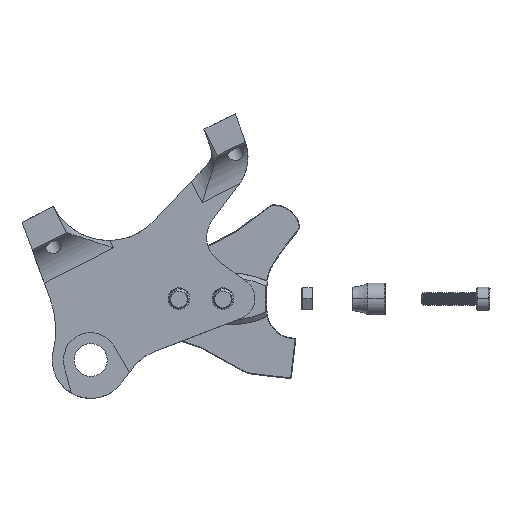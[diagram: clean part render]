
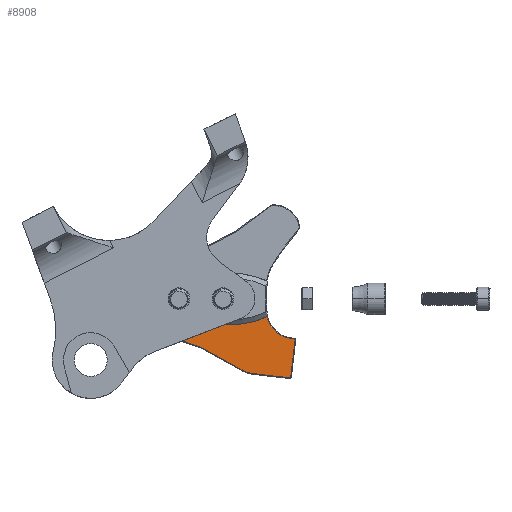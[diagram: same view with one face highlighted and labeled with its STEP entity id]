
A CAD part, top view. The second image highlights one B-rep face of the part: STEP entity #8908.
In plain terms, the highlighted face is planar.
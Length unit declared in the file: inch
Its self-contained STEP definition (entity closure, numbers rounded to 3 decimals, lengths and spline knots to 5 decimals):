
#243 = AXIS2_PLACEMENT_3D ( 'NONE', #2346, #5317, #8007 ) ;
#647 = LINE ( 'NONE', #2226, #16412 ) ;
#876 = PLANE ( 'NONE',  #12867 ) ;
#984 = LINE ( 'NONE', #3951, #2869 ) ;
#1021 = DIRECTION ( 'NONE',  ( 0., 0., 1. ) ) ;
#1255 = CIRCLE ( 'NONE', #5408, 1.27 ) ;
#1275 = DIRECTION ( 'NONE',  ( 0., 0., 1. ) ) ;
#1287 = CARTESIAN_POINT ( 'NONE',  ( -2.5379, 0.29552, -0.09843 ) ) ;
#1309 = DIRECTION ( 'NONE',  ( 0., 0., 1. ) ) ;
#1392 = CARTESIAN_POINT ( 'NONE',  ( -2.7079, -0.21964, -0.09843 ) ) ;
#1517 = CARTESIAN_POINT ( 'NONE',  ( -2.56895, 0.30256, -0.09843 ) ) ;
#1653 = ORIENTED_EDGE ( 'NONE', *, *, #11838, .T. ) ;
#1845 = EDGE_CURVE ( 'NONE', #4493, #6128, #1255, .T. ) ;
#1999 = CARTESIAN_POINT ( 'NONE',  ( -2.68839, -0.22407, -0.09843 ) ) ;
#2084 = DIRECTION ( 'NONE',  ( 1., 0., 0. ) ) ;
#2182 = DIRECTION ( 'NONE',  ( 0., 0., 1. ) ) ;
#2210 = CARTESIAN_POINT ( 'NONE',  ( -2.17795, -0.36034, -0.09843 ) ) ;
#2226 = CARTESIAN_POINT ( 'NONE',  ( -2.17795, -0.36034, -0.09843 ) ) ;
#2346 = CARTESIAN_POINT ( 'NONE',  ( -1.04464, -4.2536, -0.09843 ) ) ;
#2421 = VERTEX_POINT ( 'NONE', #1517 ) ;
#2503 = DIRECTION ( 'NONE',  ( 0.943, -0.334, 0. ) ) ;
#2507 = ORIENTED_EDGE ( 'NONE', *, *, #1845, .T. ) ;
#2786 = CIRCLE ( 'NONE', #16109, 0.02 ) ;
#2787 = CARTESIAN_POINT ( 'NONE',  ( -2.09169, 0.02, -0.09843 ) ) ;
#2869 = VECTOR ( 'NONE', #16750, 39.37008 ) ;
#3059 = CARTESIAN_POINT ( 'NONE',  ( -2.10263, 0.4732, -0.09843 ) ) ;
#3702 = DIRECTION ( 'NONE',  ( 0.975, -0.221, 0. ) ) ;
#3951 = CARTESIAN_POINT ( 'NONE',  ( -2.7079, -0.21964, -0.09843 ) ) ;
#3982 = CARTESIAN_POINT ( 'NONE',  ( -2.44722, 0.69536, -0.09843 ) ) ;
#4121 = CARTESIAN_POINT ( 'NONE',  ( -2.59288, 0.28748, -0.09843 ) ) ;
#4162 = DIRECTION ( 'NONE',  ( 1., 0., 0. ) ) ;
#4331 = VERTEX_POINT ( 'NONE', #18176 ) ;
#4364 = EDGE_CURVE ( 'NONE', #4655, #12328, #11631, .T. ) ;
#4493 = VERTEX_POINT ( 'NONE', #3059 ) ;
#4655 = VERTEX_POINT ( 'NONE', #2210 ) ;
#4800 = DIRECTION ( 'NONE',  ( 0., 0., -1. ) ) ;
#4895 = FACE_OUTER_BOUND ( 'NONE', #6702, .T. ) ;
#4907 = ORIENTED_EDGE ( 'NONE', *, *, #9684, .F. ) ;
#5047 = EDGE_CURVE ( 'NONE', #12328, #11896, #18322, .T. ) ;
#5317 = DIRECTION ( 'NONE',  ( 0., 0., -1. ) ) ;
#5368 = CARTESIAN_POINT ( 'NONE',  ( -0.08825, -0.35932, -0.09843 ) ) ;
#5399 = VERTEX_POINT ( 'NONE', #13017 ) ;
#5402 = CARTESIAN_POINT ( 'NONE',  ( -2.56895, 0.30256, -0.09843 ) ) ;
#5408 = AXIS2_PLACEMENT_3D ( 'NONE', #15359, #1275, #17774 ) ;
#5707 = DIRECTION ( 'NONE',  ( 1., 0., 0. ) ) ;
#5746 = VERTEX_POINT ( 'NONE', #1392 ) ;
#5786 = LINE ( 'NONE', #5402, #7794 ) ;
#6128 = VERTEX_POINT ( 'NONE', #8614 ) ;
#6702 = EDGE_LOOP ( 'NONE', ( #11918, #7926, #7061, #15847, #16323, #17854, #15587, #4907, #2507, #1653, #12767, #17329 ) ) ;
#7061 = ORIENTED_EDGE ( 'NONE', *, *, #8965, .F. ) ;
#7535 = CARTESIAN_POINT ( 'NONE',  ( -2.57338, 0.28306, -0.09843 ) ) ;
#7794 = VECTOR ( 'NONE', #8370, 39.37008 ) ;
#7926 = ORIENTED_EDGE ( 'NONE', *, *, #9647, .F. ) ;
#8007 = DIRECTION ( 'NONE',  ( 1., 0., 0. ) ) ;
#8370 = DIRECTION ( 'NONE',  ( -0.975, 0.221, 0. ) ) ;
#8393 = DIRECTION ( 'NONE',  ( 0., 0., 1. ) ) ;
#8554 = DIRECTION ( 'NONE',  ( 0., 0., 1. ) ) ;
#8614 = CARTESIAN_POINT ( 'NONE',  ( -1.64379, 0.18923, -0.09843 ) ) ;
#8908 = ADVANCED_FACE ( 'NONE', ( #4895 ), #876, .T. ) ;
#8965 = EDGE_CURVE ( 'NONE', #13332, #5399, #9015, .T. ) ;
#9015 = CIRCLE ( 'NONE', #10496, 0.02 ) ;
#9026 = AXIS2_PLACEMENT_3D ( 'NONE', #3982, #16490, #4162 ) ;
#9114 = CARTESIAN_POINT ( 'NONE',  ( -1.99889, -0.35879, -0.09843 ) ) ;
#9462 = EDGE_CURVE ( 'NONE', #2421, #15591, #2786, .T. ) ;
#9647 = EDGE_CURVE ( 'NONE', #5399, #4655, #647, .T. ) ;
#9684 = EDGE_CURVE ( 'NONE', #4493, #11835, #13182, .T. ) ;
#10496 = AXIS2_PLACEMENT_3D ( 'NONE', #1999, #2182, #2084 ) ;
#10933 = DIRECTION ( 'NONE',  ( 1., 0., 0. ) ) ;
#10943 = DIRECTION ( 'NONE',  ( 1., 0., 0. ) ) ;
#11210 = CARTESIAN_POINT ( 'NONE',  ( -0.12344, -0.3488, -0.09843 ) ) ;
#11330 = CARTESIAN_POINT ( 'NONE',  ( -2.70839, -0.22407, -0.09843 ) ) ;
#11511 = EDGE_CURVE ( 'NONE', #4331, #11896, #12550, .T. ) ;
#11631 = CIRCLE ( 'NONE', #15464, 0.39 ) ;
#11835 = VERTEX_POINT ( 'NONE', #1287 ) ;
#11838 = EDGE_CURVE ( 'NONE', #6128, #4331, #15369, .T. ) ;
#11896 = VERTEX_POINT ( 'NONE', #5368 ) ;
#11918 = ORIENTED_EDGE ( 'NONE', *, *, #4364, .F. ) ;
#12182 = EDGE_CURVE ( 'NONE', #5746, #13332, #14020, .T. ) ;
#12328 = VERTEX_POINT ( 'NONE', #9114 ) ;
#12550 = CIRCLE ( 'NONE', #14617, 0.37 ) ;
#12767 = ORIENTED_EDGE ( 'NONE', *, *, #11511, .T. ) ;
#12867 = AXIS2_PLACEMENT_3D ( 'NONE', #14964, #4800, #16100 ) ;
#13017 = CARTESIAN_POINT ( 'NONE',  ( -2.69281, -0.24357, -0.09843 ) ) ;
#13182 = CIRCLE ( 'NONE', #9026, 0.41 ) ;
#13242 = EDGE_CURVE ( 'NONE', #11835, #2421, #5786, .T. ) ;
#13332 = VERTEX_POINT ( 'NONE', #11330 ) ;
#14020 = CIRCLE ( 'NONE', #17560, 0.02 ) ;
#14052 = EDGE_CURVE ( 'NONE', #15591, #5746, #984, .T. ) ;
#14617 = AXIS2_PLACEMENT_3D ( 'NONE', #18184, #1309, #10943 ) ;
#14964 = CARTESIAN_POINT ( 'NONE',  ( 0., 0., -0.09843 ) ) ;
#15359 = CARTESIAN_POINT ( 'NONE',  ( -1.22011, 1.38647, -0.09843 ) ) ;
#15369 = LINE ( 'NONE', #11210, #16403 ) ;
#15464 = AXIS2_PLACEMENT_3D ( 'NONE', #2787, #1021, #10933 ) ;
#15587 = ORIENTED_EDGE ( 'NONE', *, *, #13242, .F. ) ;
#15591 = VERTEX_POINT ( 'NONE', #4121 ) ;
#15701 = CARTESIAN_POINT ( 'NONE',  ( -2.68839, -0.22407, -0.09843 ) ) ;
#15847 = ORIENTED_EDGE ( 'NONE', *, *, #12182, .F. ) ;
#16100 = DIRECTION ( 'NONE',  ( 1., 0., 0. ) ) ;
#16109 = AXIS2_PLACEMENT_3D ( 'NONE', #7535, #8554, #17170 ) ;
#16323 = ORIENTED_EDGE ( 'NONE', *, *, #14052, .F. ) ;
#16403 = VECTOR ( 'NONE', #2503, 39.37008 ) ;
#16412 = VECTOR ( 'NONE', #3702, 39.37008 ) ;
#16490 = DIRECTION ( 'NONE',  ( 0., 0., -1. ) ) ;
#16750 = DIRECTION ( 'NONE',  ( -0.221, -0.975, 0. ) ) ;
#17170 = DIRECTION ( 'NONE',  ( 1., 0., 0. ) ) ;
#17329 = ORIENTED_EDGE ( 'NONE', *, *, #5047, .F. ) ;
#17560 = AXIS2_PLACEMENT_3D ( 'NONE', #15701, #8393, #5707 ) ;
#17774 = DIRECTION ( 'NONE',  ( 1., 0., 0. ) ) ;
#17854 = ORIENTED_EDGE ( 'NONE', *, *, #9462, .F. ) ;
#18176 = CARTESIAN_POINT ( 'NONE',  ( -0.12344, -0.3488, -0.09843 ) ) ;
#18184 = CARTESIAN_POINT ( 'NONE',  ( 0., 0., -0.09843 ) ) ;
#18322 = CIRCLE ( 'NONE', #243, 4.01 ) ;
